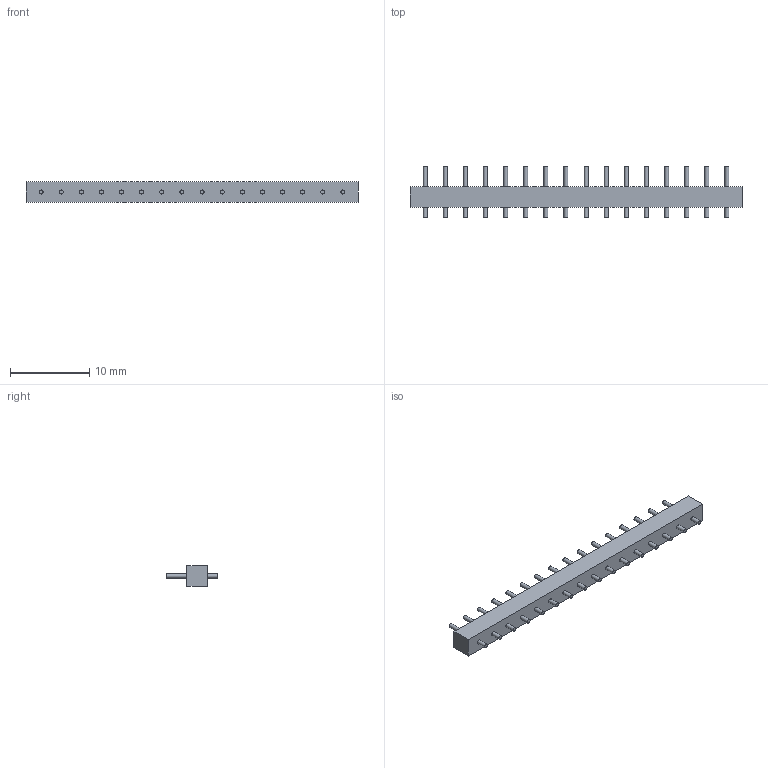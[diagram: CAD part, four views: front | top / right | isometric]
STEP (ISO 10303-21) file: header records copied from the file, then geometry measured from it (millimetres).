
FILE_DESCRIPTION(('HOOPS Exchange Step'),'2;1');
FILE_NAME('9955908526a7deabdc278714fd77305020200328-3361-9bu6wp.SLDPRT.step','2020-03-28T05:28:49+00:00',('converter2'),('Unknown organisation'),'HOOPS Exchange 2019.2','HOOPS Exchange','Unknown authorisation');
FILE_SCHEMA( ('AUTOMOTIVE_DESIGN { 1 0 10303 214 1 1 1 1 }') );
Length unit declared in the file: inch
Products named in the file (2): Default; 9955908526a7deabdc278714fd77305020200328-3361-9bu6wp
Assembly tree (1 placements, depth 2):
  9955908526a7deabdc278714fd77305020200328-3361-9bu6wp
    Default
Bounding box: 41.91 x 6.35 x 2.54 mm (x, y, z)
Volume: 282.7 mm3; surface area: 536 mm2
Topology: 1 solids, 1 shells, 70 faces, 140 edges, 104 vertices
Faces by surface type: plane 38, cylinder 32
Full cylindrical faces by diameter (mm): 0.508 x32
Entity records: 1967 total; most frequent: DIRECTION 382, CARTESIAN_POINT 317, ORIENTED_EDGE 280, AXIS2_PLACEMENT_3D 169, EDGE_CURVE 140, VERTEX_POINT 104, EDGE_LOOP 102, FACE_BOUND 102
